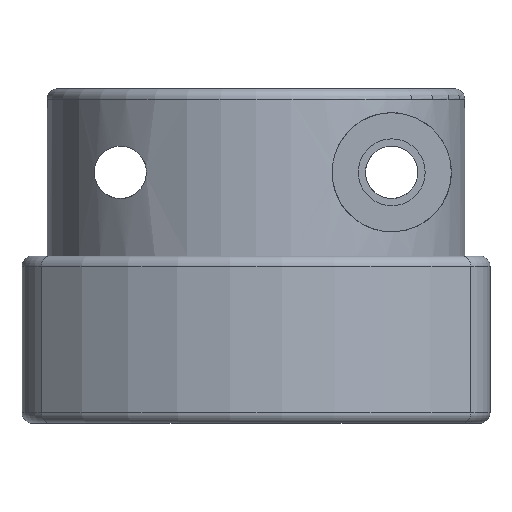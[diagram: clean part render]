
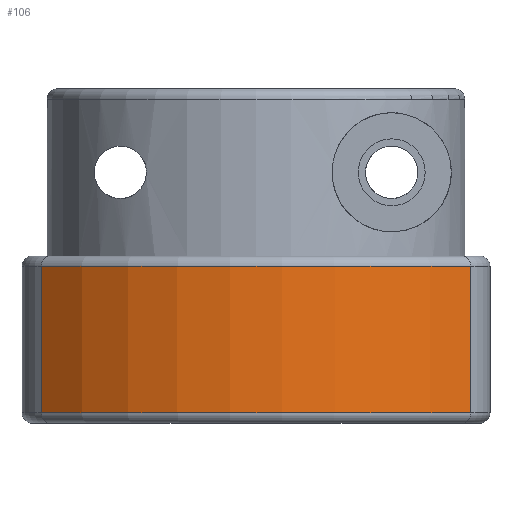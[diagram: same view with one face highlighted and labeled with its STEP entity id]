
A CAD part, front view. The second image highlights one B-rep face of the part: STEP entity #106.
In plain terms, the highlighted cylindrical face has radius 14.5 mm (diameter 29 mm), a partial arc.
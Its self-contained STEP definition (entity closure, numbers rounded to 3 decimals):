
#106 = ADVANCED_FACE ( 'NONE', ( #190 ), #2339, .T. ) ;
#109 = DIRECTION ( 'NONE',  ( 1., 0., 0. ) ) ;
#185 = DIRECTION ( 'NONE',  ( 0., 0., 1. ) ) ;
#190 = FACE_OUTER_BOUND ( 'NONE', #2761, .T. ) ;
#200 = VERTEX_POINT ( 'NONE', #983 ) ;
#340 = DIRECTION ( 'NONE',  ( 0., 0., 1. ) ) ;
#359 = LINE ( 'NONE', #2165, #1860 ) ;
#362 = CARTESIAN_POINT ( 'NONE',  ( 10.253, -10.253, 7.5 ) ) ;
#394 = AXIS2_PLACEMENT_3D ( 'NONE', #568, #340, #109 ) ;
#427 = CARTESIAN_POINT ( 'NONE',  ( -10.253, -10.253, 0. ) ) ;
#494 = VERTEX_POINT ( 'NONE', #2822 ) ;
#551 = ORIENTED_EDGE ( 'NONE', *, *, #1748, .F. ) ;
#568 = CARTESIAN_POINT ( 'NONE',  ( 0., 0., 0.5 ) ) ;
#663 = DIRECTION ( 'NONE',  ( 0., 0., -1. ) ) ;
#679 = CARTESIAN_POINT ( 'NONE',  ( 0., 0., 8. ) ) ;
#771 = CARTESIAN_POINT ( 'NONE',  ( -10.253, -10.253, 7.5 ) ) ;
#974 = EDGE_CURVE ( 'NONE', #1218, #1994, #2207, .T. ) ;
#983 = CARTESIAN_POINT ( 'NONE',  ( -10.253, -10.253, 0.5 ) ) ;
#1046 = AXIS2_PLACEMENT_3D ( 'NONE', #2145, #663, #2376 ) ;
#1146 = ORIENTED_EDGE ( 'NONE', *, *, #2520, .T. ) ;
#1218 = VERTEX_POINT ( 'NONE', #362 ) ;
#1551 = VECTOR ( 'NONE', #185, 1000. ) ;
#1629 = DIRECTION ( 'NONE',  ( 0., 0., -1. ) ) ;
#1683 = DIRECTION ( 'NONE',  ( 0., 0., 1. ) ) ;
#1692 = EDGE_CURVE ( 'NONE', #494, #1218, #359, .T. ) ;
#1748 = EDGE_CURVE ( 'NONE', #200, #1994, #2805, .T. ) ;
#1860 = VECTOR ( 'NONE', #1683, 1000. ) ;
#1883 = ORIENTED_EDGE ( 'NONE', *, *, #974, .T. ) ;
#1994 = VERTEX_POINT ( 'NONE', #771 ) ;
#2145 = CARTESIAN_POINT ( 'NONE',  ( 0., 0., 7.5 ) ) ;
#2165 = CARTESIAN_POINT ( 'NONE',  ( 10.253, -10.253, 0. ) ) ;
#2207 = CIRCLE ( 'NONE', #1046, 14.5 ) ;
#2339 = CYLINDRICAL_SURFACE ( 'NONE', #2366, 14.5 ) ;
#2366 = AXIS2_PLACEMENT_3D ( 'NONE', #679, #1629, #2589 ) ;
#2376 = DIRECTION ( 'NONE',  ( 1., 0., 0. ) ) ;
#2520 = EDGE_CURVE ( 'NONE', #200, #494, #2772, .T. ) ;
#2583 = ORIENTED_EDGE ( 'NONE', *, *, #1692, .T. ) ;
#2589 = DIRECTION ( 'NONE',  ( -1., 0., 0. ) ) ;
#2761 = EDGE_LOOP ( 'NONE', ( #551, #1146, #2583, #1883 ) ) ;
#2772 = CIRCLE ( 'NONE', #394, 14.5 ) ;
#2805 = LINE ( 'NONE', #427, #1551 ) ;
#2822 = CARTESIAN_POINT ( 'NONE',  ( 10.253, -10.253, 0.5 ) ) ;
